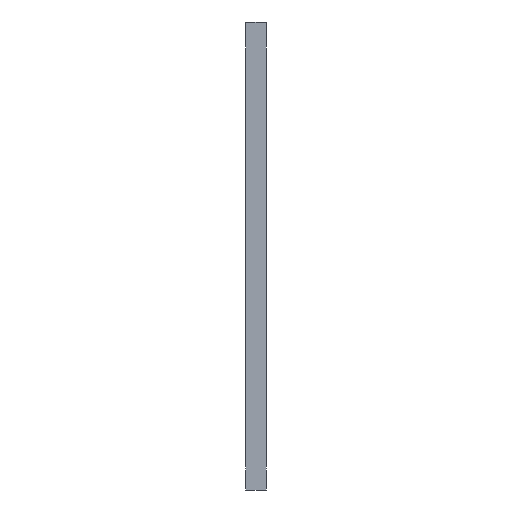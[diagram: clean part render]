
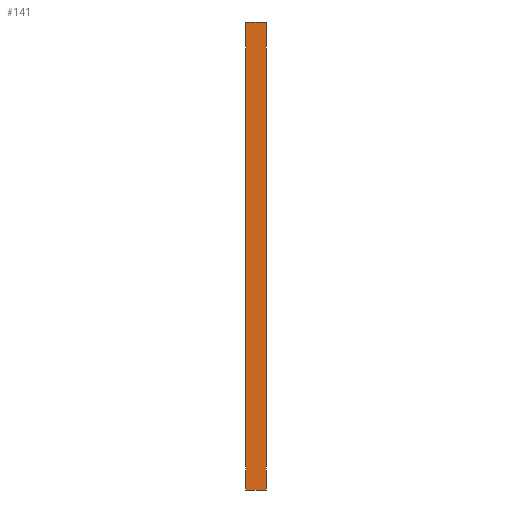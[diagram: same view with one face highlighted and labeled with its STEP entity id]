
A CAD part, left-side view. The second image highlights one B-rep face of the part: STEP entity #141.
In plain terms, the highlighted planar face has unit normal (-1, 0, 0).
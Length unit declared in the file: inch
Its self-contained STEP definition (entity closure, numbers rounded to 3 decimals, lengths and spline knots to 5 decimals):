
#4 = CARTESIAN_POINT ( 'NONE',  ( 0., 0.224, 0. ) ) ;
#8 = PLANE ( 'NONE',  #292 ) ;
#26 = CARTESIAN_POINT ( 'NONE',  ( 0., 0., 0. ) ) ;
#46 = VERTEX_POINT ( 'NONE', #1049 ) ;
#80 = VERTEX_POINT ( 'NONE', #300 ) ;
#88 = VECTOR ( 'NONE', #178, 39.37008 ) ;
#105 = LINE ( 'NONE', #747, #88 ) ;
#141 = ADVANCED_FACE ( 'NONE', ( #812 ), #8, .F. ) ;
#176 = ORIENTED_EDGE ( 'NONE', *, *, #1121, .T. ) ;
#178 = DIRECTION ( 'NONE',  ( 0., 0., 1. ) ) ;
#185 = ORIENTED_EDGE ( 'NONE', *, *, #744, .T. ) ;
#292 = AXIS2_PLACEMENT_3D ( 'NONE', #764, #857, #304 ) ;
#300 = CARTESIAN_POINT ( 'NONE',  ( 0., 0.224, -5. ) ) ;
#304 = DIRECTION ( 'NONE',  ( 0., 0., -1. ) ) ;
#375 = EDGE_LOOP ( 'NONE', ( #176, #948, #1201, #185 ) ) ;
#421 = DIRECTION ( 'NONE',  ( 0., -1., 0. ) ) ;
#429 = VECTOR ( 'NONE', #1186, 39.37008 ) ;
#432 = VECTOR ( 'NONE', #421, 39.37008 ) ;
#445 = LINE ( 'NONE', #1094, #432 ) ;
#463 = LINE ( 'NONE', #880, #429 ) ;
#466 = VERTEX_POINT ( 'NONE', #4 ) ;
#603 = DIRECTION ( 'NONE',  ( 0., 0., 1. ) ) ;
#737 = EDGE_CURVE ( 'NONE', #466, #936, #445, .T. ) ;
#744 = EDGE_CURVE ( 'NONE', #80, #46, #463, .T. ) ;
#747 = CARTESIAN_POINT ( 'NONE',  ( 0., 0.224, 0. ) ) ;
#764 = CARTESIAN_POINT ( 'NONE',  ( 0., 0.224, 0. ) ) ;
#812 = FACE_OUTER_BOUND ( 'NONE', #375, .T. ) ;
#857 = DIRECTION ( 'NONE',  ( 1., 0., 0. ) ) ;
#880 = CARTESIAN_POINT ( 'NONE',  ( 0., 0.224, -5. ) ) ;
#936 = VERTEX_POINT ( 'NONE', #1143 ) ;
#948 = ORIENTED_EDGE ( 'NONE', *, *, #737, .F. ) ;
#1023 = EDGE_CURVE ( 'NONE', #80, #466, #105, .T. ) ;
#1049 = CARTESIAN_POINT ( 'NONE',  ( 0., 0., -5. ) ) ;
#1094 = CARTESIAN_POINT ( 'NONE',  ( 0., 0.224, 0. ) ) ;
#1121 = EDGE_CURVE ( 'NONE', #46, #936, #1238, .T. ) ;
#1143 = CARTESIAN_POINT ( 'NONE',  ( 0., 0., 0. ) ) ;
#1186 = DIRECTION ( 'NONE',  ( 0., -1., 0. ) ) ;
#1201 = ORIENTED_EDGE ( 'NONE', *, *, #1023, .F. ) ;
#1238 = LINE ( 'NONE', #26, #1241 ) ;
#1241 = VECTOR ( 'NONE', #603, 39.37008 ) ;
